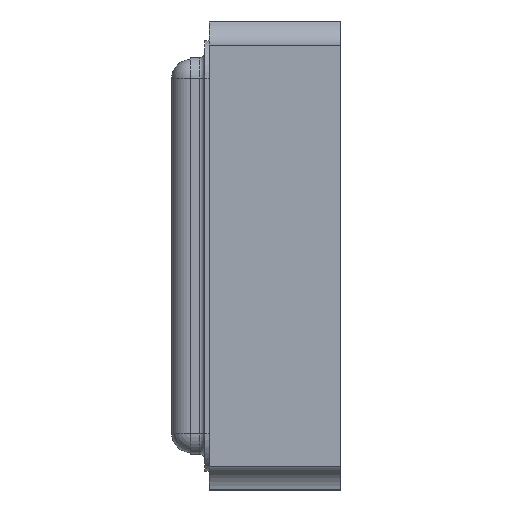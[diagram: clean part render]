
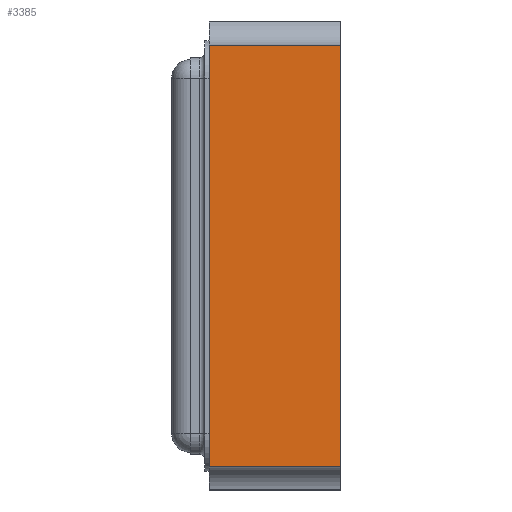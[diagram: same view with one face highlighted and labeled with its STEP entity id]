
A CAD part, left-side view. The second image highlights one B-rep face of the part: STEP entity #3385.
In plain terms, the highlighted planar face has unit normal (-1, 0, 0).
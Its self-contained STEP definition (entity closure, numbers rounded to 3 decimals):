
#45 = CARTESIAN_POINT ( 'NONE',  ( -3.5, 0., -2.254 ) ) ;
#59 = DIRECTION ( 'NONE',  ( 0., 0., 1. ) ) ;
#92 = LINE ( 'NONE', #45, #1278 ) ;
#245 = AXIS2_PLACEMENT_3D ( 'NONE', #1803, #1141, #4104 ) ;
#407 = DIRECTION ( 'NONE',  ( 0., 0., 1. ) ) ;
#655 = VERTEX_POINT ( 'NONE', #691 ) ;
#691 = CARTESIAN_POINT ( 'NONE',  ( -3.5, 0., -2.254 ) ) ;
#699 = LINE ( 'NONE', #707, #3155 ) ;
#707 = CARTESIAN_POINT ( 'NONE',  ( -3.5, 0., 2.5 ) ) ;
#757 = FACE_OUTER_BOUND ( 'NONE', #2853, .T. ) ;
#826 = ORIENTED_EDGE ( 'NONE', *, *, #4106, .T. ) ;
#907 = ORIENTED_EDGE ( 'NONE', *, *, #3099, .F. ) ;
#955 = ORIENTED_EDGE ( 'NONE', *, *, #2429, .T. ) ;
#1026 = VECTOR ( 'NONE', #4241, 1000. ) ;
#1141 = DIRECTION ( 'NONE',  ( 1., 0., 0. ) ) ;
#1278 = VECTOR ( 'NONE', #3636, 1000. ) ;
#1473 = VECTOR ( 'NONE', #59, 1000. ) ;
#1745 = CARTESIAN_POINT ( 'NONE',  ( -3.5, 0., 2.254 ) ) ;
#1803 = CARTESIAN_POINT ( 'NONE',  ( -3.5, 1.4, 2.5 ) ) ;
#1825 = PLANE ( 'NONE',  #245 ) ;
#1922 = CARTESIAN_POINT ( 'NONE',  ( -3.5, 0., 2.254 ) ) ;
#2248 = EDGE_CURVE ( 'NONE', #3213, #2557, #3937, .T. ) ;
#2429 = EDGE_CURVE ( 'NONE', #2852, #655, #92, .T. ) ;
#2557 = VERTEX_POINT ( 'NONE', #4016 ) ;
#2852 = VERTEX_POINT ( 'NONE', #4159 ) ;
#2853 = EDGE_LOOP ( 'NONE', ( #907, #955, #826, #3223 ) ) ;
#3099 = EDGE_CURVE ( 'NONE', #2852, #2557, #3831, .T. ) ;
#3155 = VECTOR ( 'NONE', #407, 1000. ) ;
#3213 = VERTEX_POINT ( 'NONE', #1745 ) ;
#3223 = ORIENTED_EDGE ( 'NONE', *, *, #2248, .T. ) ;
#3315 = CARTESIAN_POINT ( 'NONE',  ( -3.5, 1.4, 2.5 ) ) ;
#3385 = ADVANCED_FACE ( 'NONE', ( #757 ), #1825, .F. ) ;
#3636 = DIRECTION ( 'NONE',  ( 0., -1., 0. ) ) ;
#3831 = LINE ( 'NONE', #3315, #1473 ) ;
#3937 = LINE ( 'NONE', #1922, #1026 ) ;
#4016 = CARTESIAN_POINT ( 'NONE',  ( -3.5, 1.4, 2.254 ) ) ;
#4104 = DIRECTION ( 'NONE',  ( 0., 0., -1. ) ) ;
#4106 = EDGE_CURVE ( 'NONE', #655, #3213, #699, .T. ) ;
#4159 = CARTESIAN_POINT ( 'NONE',  ( -3.5, 1.4, -2.254 ) ) ;
#4241 = DIRECTION ( 'NONE',  ( 0., 1., 0. ) ) ;
